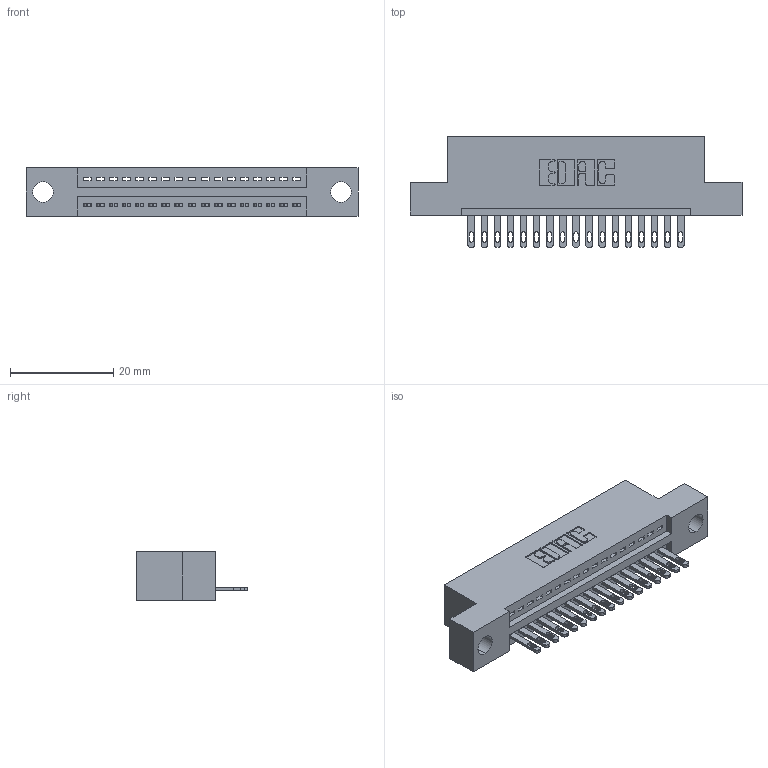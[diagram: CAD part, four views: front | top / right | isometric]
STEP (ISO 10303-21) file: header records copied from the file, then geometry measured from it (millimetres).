
FILE_DESCRIPTION (( 'STEP AP203' ), '1' );
FILE_NAME ('345-017-500-104.STEP', '2018-08-19T02:21:48', ( '' ), ( '' ), 'SwSTEP 2.0', 'SolidWorks 2016', '' );
FILE_SCHEMA (( 'CONFIG_CONTROL_DESIGN' ));
Length unit declared in the file: inch
Products named in the file (3): 345 Part_Flush Mounting Lugs - 0.156 Dia-TH; 345-292-001_345-293-100; 345-017-500-104
Assembly tree (18 placements, depth 2):
  345-017-500-104
    345 Part_Flush Mounting Lugs - 0.156 Dia-TH
    345-292-001_345-293-100  x17
Bounding box: 64.39 x 21.51 x 9.4 mm (x, y, z)
Volume: 5833.6 mm3; surface area: 7259.5 mm2
Topology: 18 solids, 18 shells, 1044 faces, 3197 edges, 2130 vertices
Faces by surface type: plane 658, cylinder 386
Entity records: 16093 total; most frequent: CARTESIAN_POINT 2795, ORIENTED_EDGE 2746, DIRECTION 2479, EDGE_CURVE 1373, VECTOR 1169, LINE 1169, VERTEX_POINT 914, AXIS2_PLACEMENT_3D 655
